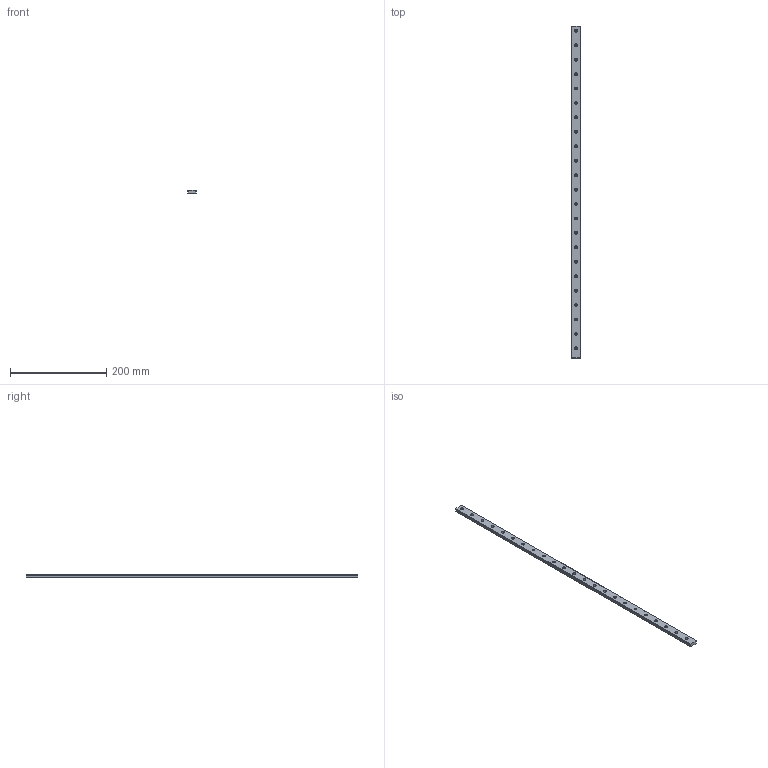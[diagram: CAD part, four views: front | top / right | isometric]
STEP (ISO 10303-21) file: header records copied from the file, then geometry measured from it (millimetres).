
FILE_DESCRIPTION (( 'STEP AP203' ), '1' );
FILE_NAME ('MB9-690L.step', '2021-02-18T17:44:25', ( '' ), ( '' ), 'SwSTEP 2.0', 'SolidWorks 2019', '' );
FILE_SCHEMA (( 'CONFIG_CONTROL_DESIGN' ));
Length unit declared in the file: millimetre
Products named in the file (1): MB9-690L
Bounding box: 18 x 690 x 7 mm (x, y, z)
Volume: 81697.8 mm3; surface area: 38178.9 mm2
Topology: 1 solids, 1 shells, 140 faces, 345 edges, 230 vertices
Faces by surface type: cylinder 102, plane 38
Entity records: 4422 total; most frequent: DIRECTION 831, CARTESIAN_POINT 716, ORIENTED_EDGE 690, AXIS2_PLACEMENT_3D 345, EDGE_CURVE 345, VERTEX_POINT 230, EDGE_LOOP 209, CIRCLE 204
